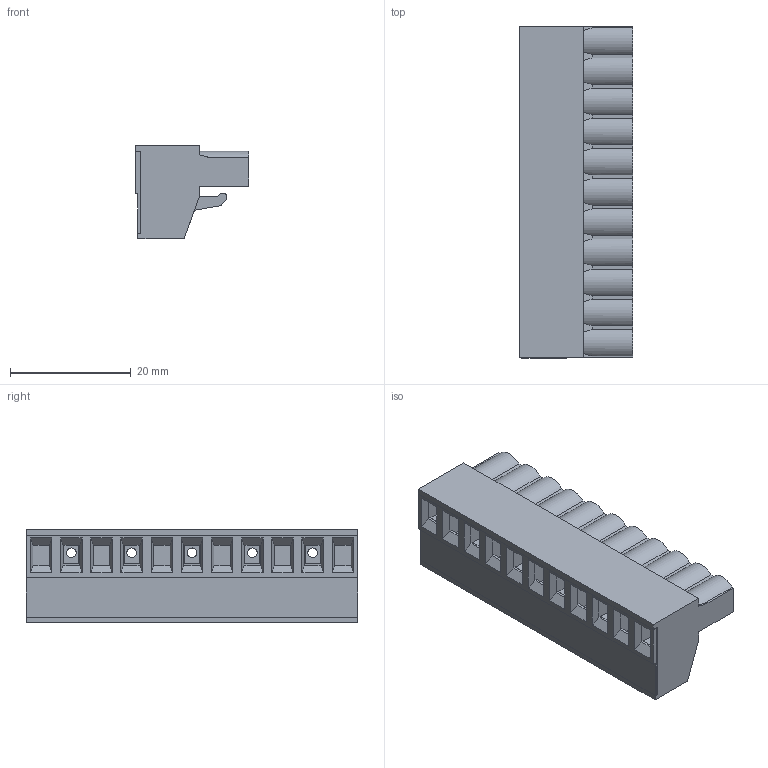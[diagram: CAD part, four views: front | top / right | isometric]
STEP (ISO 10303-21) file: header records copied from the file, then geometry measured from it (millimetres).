
FILE_DESCRIPTION( ( 'STEP AP214' ), '1' );
FILE_NAME( 'SH06-10.stp', ' ', ( ' ' ), ( ' ' ), 'PSStep 14.0', 'VISI 19.0', ' ' );
FILE_SCHEMA( ( 'AUTOMOTIVE_DESIGN { 1 0 10303 214 1 1 1 1 }' ) );
Length unit declared in the file: millimetre
Products named in the file (1): 1
Bounding box: 18.85 x 55 x 15.5 mm (x, y, z)
Volume: 8416.8 mm3; surface area: 7420.5 mm2
Topology: 1 solids, 1 shells, 430 faces, 1117 edges, 725 vertices
Faces by surface type: plane 346, cylinder 67, cone 17
Full cylindrical faces by diameter (mm): 1.6 x11, 2.6 x6, 2.8 x5, 2.85 x6, 3.8 x6, 4 x11
Entity records: 15877 total; most frequent: CARTESIAN_POINT 2141, DIRECTION 2078, ORIENTED_EDGE 2040, EDGE_CURVE 1020, LINE 824, VECTOR 824, VERTEX_POINT 690, AXIS2_PLACEMENT_3D 627
